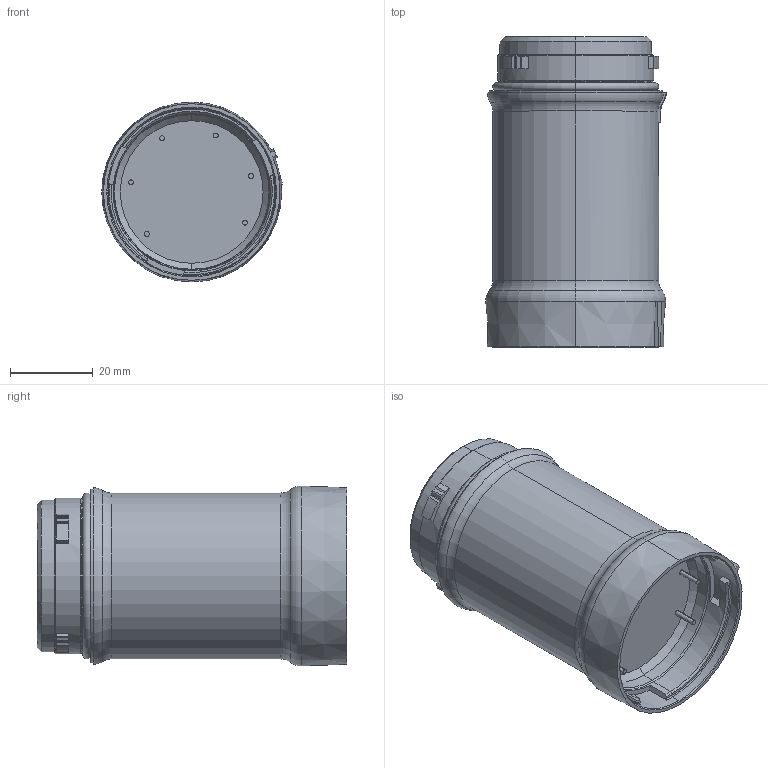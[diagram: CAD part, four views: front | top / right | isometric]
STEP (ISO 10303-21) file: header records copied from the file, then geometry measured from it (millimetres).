
FILE_DESCRIPTION (( 'STEP AP214' ), '1' );
FILE_NAME ('sl4_bfl4.stp', '2013-09-20T09:07:55', ( '' ), ( '' ), 'SwSTEP 2.0', 'SolidWorks 2011', '' );
FILE_SCHEMA (( 'AUTOMOTIVE_DESIGN' ));
Length unit declared in the file: millimetre
Products named in the file (1): sl4_bfl4
Bounding box: 43.5 x 74.72 x 43.36 mm (x, y, z)
Volume: 78870.6 mm3; surface area: 14687.5 mm2
Topology: 1 solids, 1 shells, 278 faces, 717 edges, 468 vertices
Faces by surface type: cylinder 120, plane 116, cone 22, torus 20
Entity records: 8641 total; most frequent: DIRECTION 1585, CARTESIAN_POINT 1545, ORIENTED_EDGE 1434, EDGE_CURVE 717, AXIS2_PLACEMENT_3D 612, VERTEX_POINT 468, LINE 361, VECTOR 361
